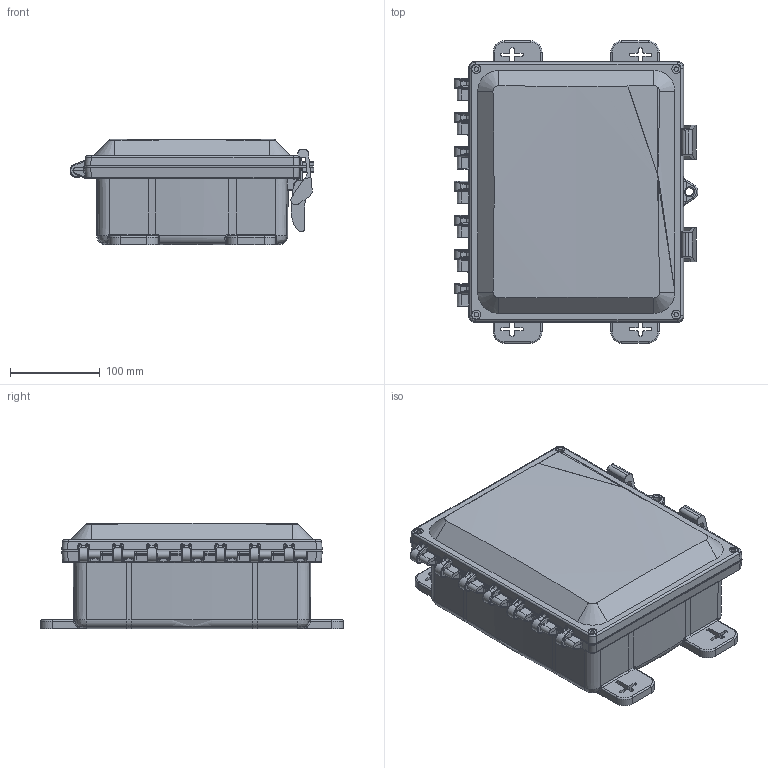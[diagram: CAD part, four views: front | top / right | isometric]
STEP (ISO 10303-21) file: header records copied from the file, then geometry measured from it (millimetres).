
FILE_DESCRIPTION (( 'STEP AP214' ), '1' );
FILE_NAME ('AH1083HW.STEP', '2025-02-19T13:29:27', ( '' ), ( '' ), 'SwSTEP 2.0', 'SolidWorks 2024', '' );
FILE_SCHEMA (( 'AUTOMOTIVE_DESIGN' ));
Length unit declared in the file: inch
Products named in the file (1): AH1083HW
Bounding box: 271.18 x 336.55 x 117.02 mm (x, y, z)
Volume: 1251369.1 mm3; surface area: 560159.9 mm2
Topology: 6 solids, 6 shells, 1802 faces, 4374 edges, 2614 vertices
Faces by surface type: bspline 605, cylinder 570, plane 487, cone 80, torus 51, sphere 9
Full cylindrical faces by diameter (mm): 4.55 x11, 4.953 x4, 7.26 x4, 7.518 x4, 7.937 x7, 8.319 x7, 9.525 x1, 9.906 x4, 11.43 x1, 12.6 x11, 16.2 x4
Entity records: 96176 total; most frequent: CARTESIAN_POINT 61322, ORIENTED_EDGE 8576, DIRECTION 5101, EDGE_CURVE 4288, VERTEX_POINT 2597, EDGE_LOOP 1937, FACE_OUTER_BOUND 1859, B_SPLINE_CURVE_WITH_KNOTS 1824
